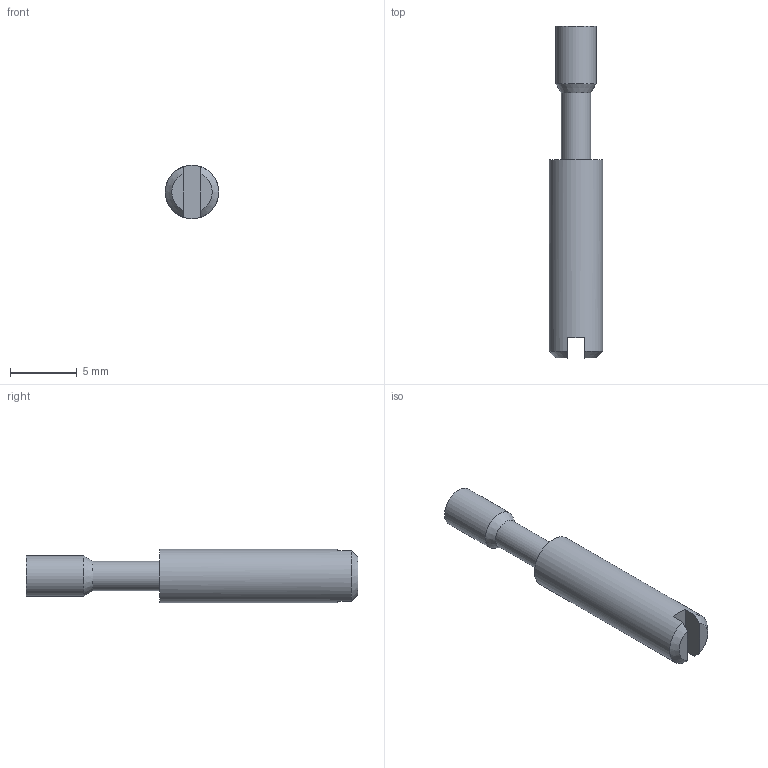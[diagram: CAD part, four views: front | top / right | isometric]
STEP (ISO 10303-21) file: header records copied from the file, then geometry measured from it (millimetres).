
FILE_DESCRIPTION(/* description */ (''),/* implementation_level */ '2;1');
FILE_NAME(/* name */ 'C3D_VN13_040_0009_1X_Rev03.stp',/* time_stamp */ '2016-07-14T10:04:31+02:00',/* author */ (''),/* organization */ (''),/* preprocessor_version */ 'ST-DEVELOPER v15',/* originating_system */ 'SIEMENS PLM Software NX 9.0',/* authorisation */ '');
FILE_SCHEMA (('CONFIG_CONTROL_DESIGN'));
Length unit declared in the file: millimetre
Products named in the file (1): n 13 040 0009 xnxm001-03
Bounding box: 4 x 24.8 x 4 mm (x, y, z)
Volume: 230.3 mm3; surface area: 299.6 mm2
Topology: 1 solids, 1 shells, 13 faces, 28 edges, 18 vertices
Faces by surface type: plane 7, cone 3, cylinder 3
Full cylindrical faces by diameter (mm): 2.2 x1, 3 x1, 4 x1
Entity records: 416 total; most frequent: CARTESIAN_POINT 66, DIRECTION 58, ORIENTED_EDGE 46, AXIS2_PLACEMENT_3D 25, EDGE_CURVE 23, EDGE_LOOP 18, VERTEX_POINT 17, ADVANCED_FACE 13
